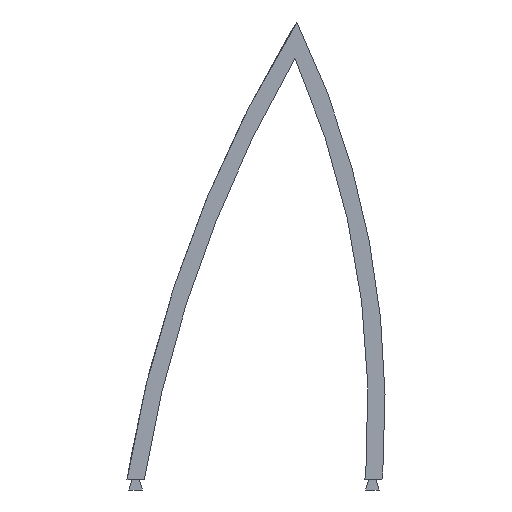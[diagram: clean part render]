
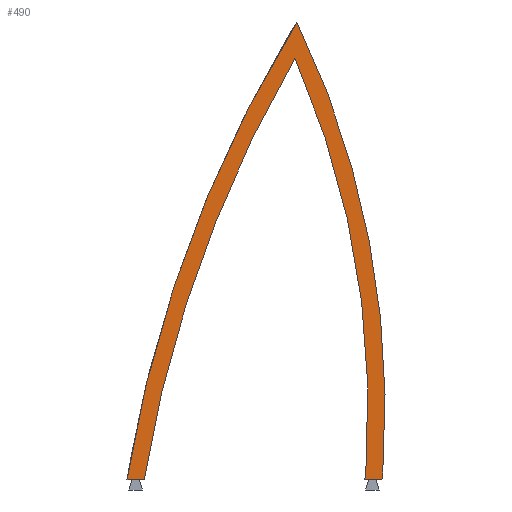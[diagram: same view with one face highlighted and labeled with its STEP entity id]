
A CAD part, left-side view. The second image highlights one B-rep face of the part: STEP entity #490.
In plain terms, the highlighted planar face has unit normal (-1, 0, 0).
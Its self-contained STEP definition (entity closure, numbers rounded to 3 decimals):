
#23=CIRCLE('',#531,364.635);
#24=CIRCLE('',#532,256.763);
#25=CIRCLE('',#533,261.763);
#26=CIRCLE('',#534,369.635);
#40=FACE_OUTER_BOUND('',#66,.T.);
#66=EDGE_LOOP('',(#339,#340,#341,#342,#343,#344,#345,#346));
#103=LINE('',#747,#159);
#104=LINE('',#753,#160);
#105=LINE('',#755,#161);
#106=LINE('',#757,#162);
#159=VECTOR('',#597,10.);
#160=VECTOR('',#602,10.);
#161=VECTOR('',#603,10.);
#162=VECTOR('',#604,10.);
#212=VERTEX_POINT('',#745);
#213=VERTEX_POINT('',#746);
#214=VERTEX_POINT('',#748);
#215=VERTEX_POINT('',#750);
#216=VERTEX_POINT('',#752);
#217=VERTEX_POINT('',#754);
#218=VERTEX_POINT('',#756);
#219=VERTEX_POINT('',#758);
#263=EDGE_CURVE('',#212,#213,#103,.T.);
#264=EDGE_CURVE('',#214,#213,#23,.T.);
#265=EDGE_CURVE('',#215,#214,#24,.T.);
#266=EDGE_CURVE('',#216,#215,#104,.T.);
#267=EDGE_CURVE('',#216,#217,#105,.T.);
#268=EDGE_CURVE('',#218,#217,#106,.T.);
#269=EDGE_CURVE('',#219,#218,#25,.T.);
#270=EDGE_CURVE('',#212,#219,#26,.T.);
#339=ORIENTED_EDGE('',*,*,#263,.T.);
#340=ORIENTED_EDGE('',*,*,#264,.F.);
#341=ORIENTED_EDGE('',*,*,#265,.F.);
#342=ORIENTED_EDGE('',*,*,#266,.F.);
#343=ORIENTED_EDGE('',*,*,#267,.T.);
#344=ORIENTED_EDGE('',*,*,#268,.F.);
#345=ORIENTED_EDGE('',*,*,#269,.F.);
#346=ORIENTED_EDGE('',*,*,#270,.F.);
#468=PLANE('',#530);
#490=ADVANCED_FACE('',(#40),#468,.F.);
#530=AXIS2_PLACEMENT_3D('',#744,#595,#596);
#531=AXIS2_PLACEMENT_3D('',#749,#598,#599);
#532=AXIS2_PLACEMENT_3D('',#751,#600,#601);
#533=AXIS2_PLACEMENT_3D('',#759,#605,#606);
#534=AXIS2_PLACEMENT_3D('',#760,#607,#608);
#595=DIRECTION('center_axis',(1.,0.,0.));
#596=DIRECTION('ref_axis',(0.,0.,-1.));
#597=DIRECTION('',(0.,-1.,0.));
#598=DIRECTION('center_axis',(-1.,0.,0.));
#599=DIRECTION('ref_axis',(0.,0.987,0.16));
#600=DIRECTION('center_axis',(-1.,0.,0.));
#601=DIRECTION('ref_axis',(0.,-0.916,0.401));
#602=DIRECTION('',(0.,-0.108,0.994));
#603=DIRECTION('',(0.,-1.,0.));
#604=DIRECTION('',(0.,0.108,-0.994));
#605=DIRECTION('center_axis',(1.,0.,0.));
#606=DIRECTION('ref_axis',(0.,-0.901,0.434));
#607=DIRECTION('center_axis',(1.,0.,0.));
#608=DIRECTION('ref_axis',(0.,0.987,0.159));
#744=CARTESIAN_POINT('Origin',(0.,54.032,127.046));
#745=CARTESIAN_POINT('',(0.,91.998,141.323));
#746=CARTESIAN_POINT('',(0.,86.932,141.323));
#747=CARTESIAN_POINT('',(0.,30.223,141.323));
#748=CARTESIAN_POINT('',(0.,42.577,265.278));
#749=CARTESIAN_POINT('Origin',(0.,-272.922,82.469));
#750=CARTESIAN_POINT('',(0.,21.72,144.105));
#751=CARTESIAN_POINT('Origin',(0.,277.83,162.404));
#752=CARTESIAN_POINT('',(0.,22.022,141.323));
#753=CARTESIAN_POINT('',(0.,21.72,144.105));
#754=CARTESIAN_POINT('',(0.,16.992,141.323));
#755=CARTESIAN_POINT('',(0.,30.223,141.323));
#756=CARTESIAN_POINT('',(0.,16.739,143.657));
#757=CARTESIAN_POINT('',(0.,16.739,143.657));
#758=CARTESIAN_POINT('',(0.,42.,276.));
#759=CARTESIAN_POINT('Origin',(0.,277.83,162.404));
#760=CARTESIAN_POINT('Origin',(0.,-272.922,82.469));
